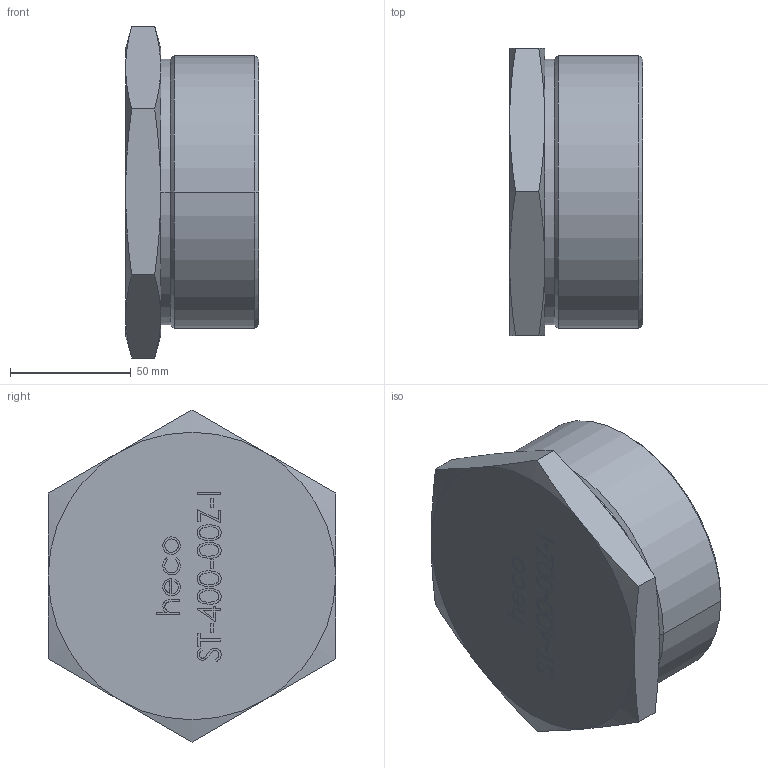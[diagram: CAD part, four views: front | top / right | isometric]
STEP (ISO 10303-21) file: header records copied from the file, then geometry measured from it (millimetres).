
FILE_DESCRIPTION (( 'STEP AP214' ), '1' );
FILE_NAME ('heco_ST-400-00Z-I.STEP', '2016-09-15T09:52:14', ( '' ), ( '' ), 'SwSTEP 2.0', 'SolidWorks 2016', '' );
FILE_SCHEMA (( 'AUTOMOTIVE_DESIGN' ));
Length unit declared in the file: millimetre
Products named in the file (1): heco_ST-400-00Z-I
Bounding box: 55.1 x 119 x 137.41 mm (x, y, z)
Volume: 246641.7 mm3; surface area: 58585.2 mm2
Topology: 1 solids, 1 shells, 201 faces, 504 edges, 330 vertices
Faces by surface type: plane 93, bspline 86, cone 16, cylinder 6
Entity records: 12916 total; most frequent: CARTESIAN_POINT 6930, ORIENTED_EDGE 1008, DIRECTION 566, EDGE_CURVE 504, VERTEX_POINT 330, LINE 282, VECTOR 282, EDGE_LOOP 226
